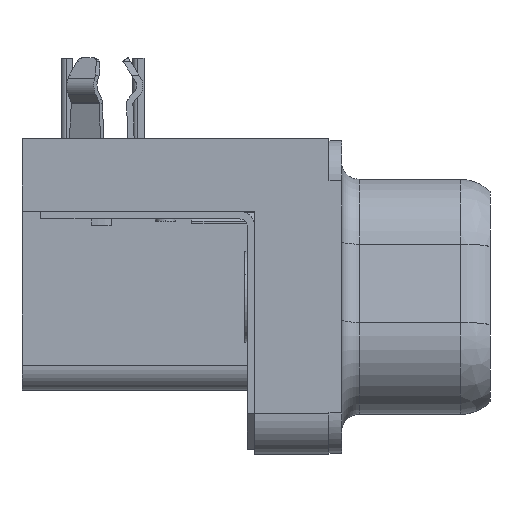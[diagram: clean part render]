
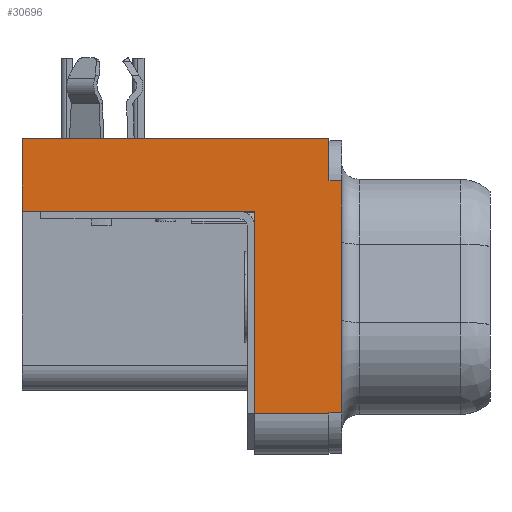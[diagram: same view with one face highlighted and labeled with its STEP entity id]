
A CAD part, left-side view. The second image highlights one B-rep face of the part: STEP entity #30696.
In plain terms, the highlighted planar face has unit normal (-1, 0, 0).
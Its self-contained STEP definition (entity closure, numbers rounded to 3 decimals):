
#1903=DIRECTION('',(0.,0.,1.));
#1904=VECTOR('',#1903,2.9);
#1905=CARTESIAN_POINT('',(-15.405,12.2,-2.9));
#1906=LINE('1283',#1905,#1904);
#5371=DIRECTION('',(0.,0.,1.));
#5372=VECTOR('',#5371,8.05);
#5373=CARTESIAN_POINT('',(-15.405,2.95,-10.95));
#5374=LINE('1288',#5373,#5372);
#6912=DIRECTION('',(0.,0.,1.));
#6913=VECTOR('',#6912,9.22);
#6914=CARTESIAN_POINT('',(-15.405,-0.5,-10.91));
#6915=LINE('1867',#6914,#6913);
#7622=DIRECTION('',(0.,-1.,0.));
#7623=VECTOR('',#7622,0.5);
#7624=CARTESIAN_POINT('',(-15.405,0.,-10.91));
#7625=LINE('2461',#7624,#7623);
#7626=CARTESIAN_POINT('',(-15.405,0.,-10.95));
#7627=CARTESIAN_POINT('',(-15.405,0.,-10.943));
#7628=CARTESIAN_POINT('',(-15.405,0.,-10.93));
#7629=CARTESIAN_POINT('',(-15.405,0.,-10.917));
#7630=CARTESIAN_POINT('',(-15.405,0.,-10.91));
#7632=DIRECTION('',(0.,1.,0.));
#7633=VECTOR('',#7632,2.95);
#7634=CARTESIAN_POINT('',(-15.405,0.,-10.95));
#7635=LINE('2427',#7634,#7633);
#7636=DIRECTION('',(0.,1.,0.));
#7637=VECTOR('',#7636,9.25);
#7638=CARTESIAN_POINT('',(-15.405,2.95,-2.9));
#7639=LINE('1289',#7638,#7637);
#7645=DIRECTION('',(0.,0.,1.));
#7646=VECTOR('',#7645,1.69);
#7647=CARTESIAN_POINT('',(-15.405,0.,-1.69));
#7648=LINE('2425',#7647,#7646);
#7661=DIRECTION('',(0.,-1.,0.));
#7662=VECTOR('',#7661,0.5);
#7663=CARTESIAN_POINT('',(-15.405,0.,-1.69));
#7664=LINE('2462',#7663,#7662);
#7721=DIRECTION('',(0.,1.,0.));
#7722=VECTOR('',#7721,12.2);
#7723=CARTESIAN_POINT('',(-15.405,0.,0.));
#7724=LINE('1293',#7723,#7722);
#16578=CARTESIAN_POINT('',(-15.405,2.95,-10.95));
#16580=VERTEX_POINT('',#16578);
#16585=CARTESIAN_POINT('',(-15.405,12.2,-2.9));
#16586=CARTESIAN_POINT('',(-15.405,12.2,0.));
#16587=VERTEX_POINT('',#16585);
#16588=VERTEX_POINT('',#16586);
#16599=CARTESIAN_POINT('',(-15.405,2.95,-2.9));
#16600=VERTEX_POINT('',#16599);
#16605=CARTESIAN_POINT('',(-15.405,0.,0.));
#16606=VERTEX_POINT('',#16605);
#17422=CARTESIAN_POINT('',(-15.405,-0.5,-10.91));
#17424=VERTEX_POINT('',#17422);
#17425=CARTESIAN_POINT('',(-15.405,-0.5,-1.69));
#17426=VERTEX_POINT('',#17425);
#18062=CARTESIAN_POINT('',(-15.405,0.,-10.95));
#18064=VERTEX_POINT('',#18062);
#18065=VERTEX_POINT('',#7630);
#18066=CARTESIAN_POINT('',(-15.405,0.,-1.69));
#18068=VERTEX_POINT('',#18066);
#30676=CARTESIAN_POINT('',(-15.405,0.,-10.95));
#30677=DIRECTION('',(-1.,0.,0.));
#30678=DIRECTION('',(0.,0.,1.));
#30679=AXIS2_PLACEMENT_3D('',#30676,#30677,#30678);
#30680=PLANE('9',#30679);
#30682=ORIENTED_EDGE('2425',*,*,#30681,.F.);
#30684=ORIENTED_EDGE('2462',*,*,#30683,.T.);
#30685=ORIENTED_EDGE('1867',*,*,#29696,.F.);
#30686=ORIENTED_EDGE('2461',*,*,#30668,.F.);
#30687=ORIENTED_EDGE('2343',*,*,#30666,.F.);
#30688=ORIENTED_EDGE('2427',*,*,#30640,.T.);
#30689=ORIENTED_EDGE('1288',*,*,#27988,.T.);
#30690=ORIENTED_EDGE('1289',*,*,#28742,.T.);
#30691=ORIENTED_EDGE('1283',*,*,#23465,.T.);
#30693=ORIENTED_EDGE('1293',*,*,#30692,.F.);
#30694=EDGE_LOOP('9',(#30682,#30684,#30685,#30686,#30687,#30688,#30689,#30690,
#30691,#30693));
#30695=FACE_OUTER_BOUND('9',#30694,.F.);
#30696=ADVANCED_FACE('9',(#30695),#30680,.T.);
#7631=B_SPLINE_CURVE_WITH_KNOTS('2343',3,(#7626,#7627,#7628,#7629,#7630),
.UNSPECIFIED.,.F.,.F.,(4,1,4),(0.,0.5,1.),.UNSPECIFIED.);
#23465=EDGE_CURVE('1283',#16587,#16588,#1906,.T.);
#27988=EDGE_CURVE('1288',#16580,#16600,#5374,.T.);
#28742=EDGE_CURVE('1289',#16600,#16587,#7639,.T.);
#29696=EDGE_CURVE('1867',#17424,#17426,#6915,.T.);
#30640=EDGE_CURVE('2427',#18064,#16580,#7635,.T.);
#30666=EDGE_CURVE('2343',#18064,#18065,#7631,.T.);
#30668=EDGE_CURVE('2461',#18065,#17424,#7625,.T.);
#30681=EDGE_CURVE('2425',#18068,#16606,#7648,.T.);
#30683=EDGE_CURVE('2462',#18068,#17426,#7664,.T.);
#30692=EDGE_CURVE('1293',#16606,#16588,#7724,.T.);
